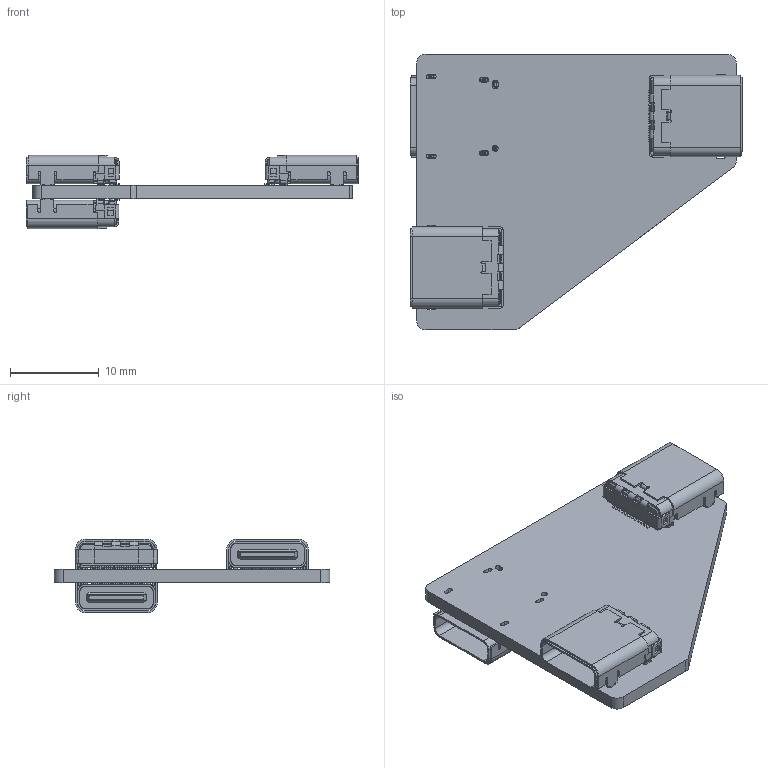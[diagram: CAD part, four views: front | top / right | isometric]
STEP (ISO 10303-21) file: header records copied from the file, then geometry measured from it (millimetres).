
FILE_DESCRIPTION(('KiCad electronic assembly'),'2;1');
FILE_NAME('usb-c-power_splitter.step','2025-04-02T22:55:16',('Pcbnew'),( 'Kicad'),'Open CASCADE STEP processor 7.6','KiCad to STEP converter' ,'Unknown');
FILE_SCHEMA(('AUTOMOTIVE_DESIGN { 1 0 10303 214 1 1 1 1 }'));
Length unit declared in the file: millimetre
Products named in the file (3): usb-c-power_splitter 1; USB_C_Receptacle_Amphenol_12401610E4-2A; usb-c-power_splitter_PCB
Assembly tree (4 placements, depth 2):
  usb-c-power_splitter 1
    USB_C_Receptacle_Amphenol_12401610E4-2A  x3
    usb-c-power_splitter_PCB
Bounding box: 37.37 x 31 x 8.24 mm (x, y, z)
Volume: 1872 mm3; surface area: 4917.2 mm2
Topology: 118 solids, 118 shells, 1740 faces, 4215 edges, 2705 vertices
Faces by surface type: plane 1390, cylinder 281, bspline 54, cone 15
Full cylindrical faces by diameter (mm): 0.4 x3, 0.65 x3
Entity records: 18371 total; most frequent: CARTESIAN_POINT 3261, ORIENTED_EDGE 3102, DIRECTION 3012, EDGE_CURVE 1551, LINE 1280, VECTOR 1280, VERTEX_POINT 999, AXIS2_PLACEMENT_3D 866
